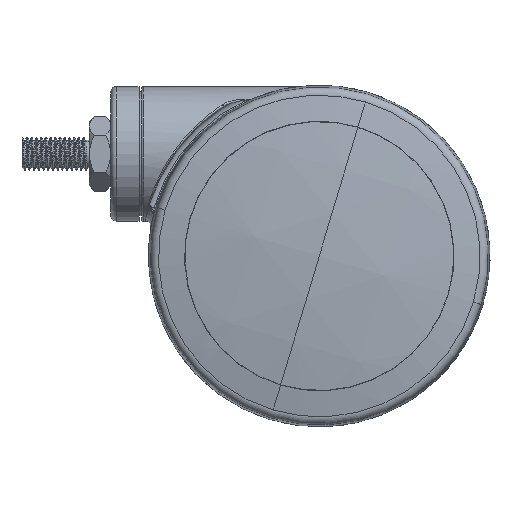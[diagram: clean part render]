
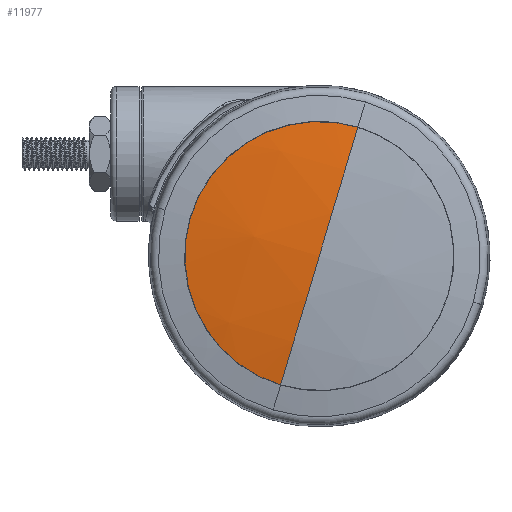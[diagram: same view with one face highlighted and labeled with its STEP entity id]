
A CAD part, left-side view. The second image highlights one B-rep face of the part: STEP entity #11977.
In plain terms, the highlighted spherical face has radius 314 mm.
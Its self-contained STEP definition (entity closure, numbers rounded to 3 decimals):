
#57 = EDGE_LOOP ( 'NONE', ( #8341, #11604, #611, #2883 ) ) ;
#284 = VERTEX_POINT ( 'NONE', #7683 ) ;
#353 = AXIS2_PLACEMENT_3D ( 'NONE', #4726, #9370, #13782 ) ;
#576 = DIRECTION ( 'NONE',  ( 0., 0., -1. ) ) ;
#611 = ORIENTED_EDGE ( 'NONE', *, *, #12128, .T. ) ;
#834 = DIRECTION ( 'NONE',  ( 0., -1., 0. ) ) ;
#1755 = VERTEX_POINT ( 'NONE', #8164 ) ;
#1768 = DIRECTION ( 'NONE',  ( 0., 1., 0. ) ) ;
#2869 = SPHERICAL_SURFACE ( 'NONE', #10121, 314. ) ;
#2883 = ORIENTED_EDGE ( 'NONE', *, *, #4945, .T. ) ;
#3963 = FACE_OUTER_BOUND ( 'NONE', #57, .T. ) ;
#4726 = CARTESIAN_POINT ( 'NONE',  ( 0., 0., 290.755 ) ) ;
#4945 = EDGE_CURVE ( 'NONE', #284, #11448, #10655, .T. ) ;
#5035 = DIRECTION ( 'NONE',  ( 1., 0., 0. ) ) ;
#5542 = CARTESIAN_POINT ( 'NONE',  ( 0., 0., -19.239 ) ) ;
#6361 = CARTESIAN_POINT ( 'NONE',  ( 0., 0., 290.755 ) ) ;
#6700 = EDGE_CURVE ( 'NONE', #13611, #11448, #8785, .T. ) ;
#7294 = CARTESIAN_POINT ( 'NONE',  ( 0., 0., 290.755 ) ) ;
#7578 = AXIS2_PLACEMENT_3D ( 'NONE', #10546, #576, #5035 ) ;
#7683 = CARTESIAN_POINT ( 'NONE',  ( 50., 0., -19.239 ) ) ;
#8164 = CARTESIAN_POINT ( 'NONE',  ( 0., 50., -19.239 ) ) ;
#8341 = ORIENTED_EDGE ( 'NONE', *, *, #6700, .F. ) ;
#8785 = CIRCLE ( 'NONE', #13188, 314. ) ;
#9370 = DIRECTION ( 'NONE',  ( 1., 0., 0. ) ) ;
#9923 = CARTESIAN_POINT ( 'NONE',  ( 0., -50., -19.239 ) ) ;
#9981 = DIRECTION ( 'NONE',  ( 0., 0., -1. ) ) ;
#10121 = AXIS2_PLACEMENT_3D ( 'NONE', #7294, #11735, #1768 ) ;
#10546 = CARTESIAN_POINT ( 'NONE',  ( 0., 0., -19.239 ) ) ;
#10655 = CIRCLE ( 'NONE', #14094, 50. ) ;
#10808 = DIRECTION ( 'NONE',  ( -1., 0., 0. ) ) ;
#10973 = EDGE_CURVE ( 'NONE', #13611, #1755, #12909, .T. ) ;
#11448 = VERTEX_POINT ( 'NONE', #9923 ) ;
#11604 = ORIENTED_EDGE ( 'NONE', *, *, #10973, .T. ) ;
#11735 = DIRECTION ( 'NONE',  ( -1., 0., 0. ) ) ;
#11977 = ADVANCED_FACE ( 'NONE', ( #3963 ), #2869, .T. ) ;
#12128 = EDGE_CURVE ( 'NONE', #1755, #284, #13833, .T. ) ;
#12909 = CIRCLE ( 'NONE', #353, 314. ) ;
#13035 = CARTESIAN_POINT ( 'NONE',  ( 0., 0., -23.245 ) ) ;
#13188 = AXIS2_PLACEMENT_3D ( 'NONE', #6361, #10808, #834 ) ;
#13611 = VERTEX_POINT ( 'NONE', #13035 ) ;
#13782 = DIRECTION ( 'NONE',  ( 0., 0., -1. ) ) ;
#13833 = CIRCLE ( 'NONE', #7578, 50. ) ;
#14094 = AXIS2_PLACEMENT_3D ( 'NONE', #5542, #9981, #14388 ) ;
#14388 = DIRECTION ( 'NONE',  ( 1., 0., 0. ) ) ;
